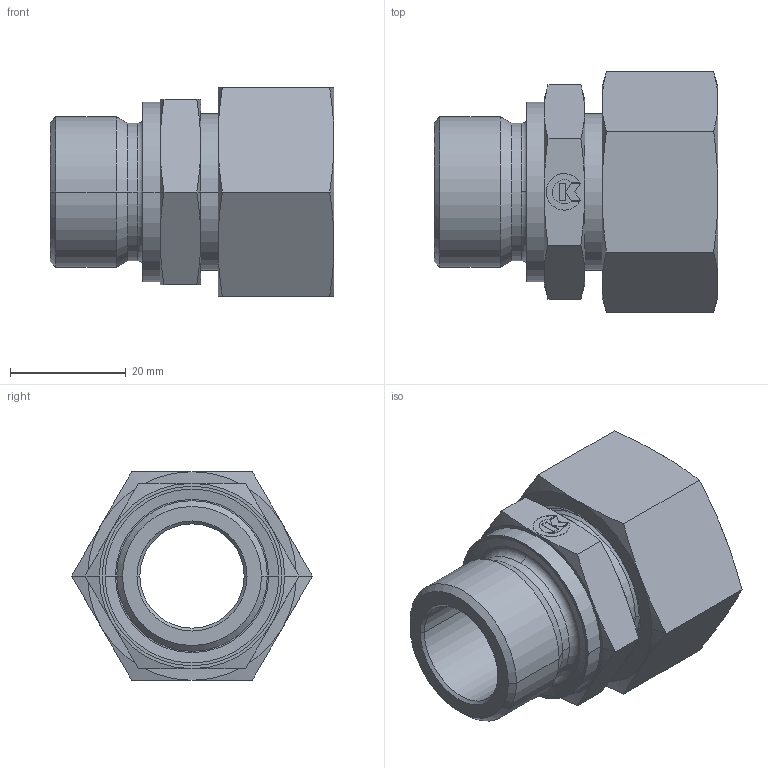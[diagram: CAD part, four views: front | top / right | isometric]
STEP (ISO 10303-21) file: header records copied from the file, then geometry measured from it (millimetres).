
FILE_DESCRIPTION( ( '' ), '1' );
FILE_NAME( '061222630.stp', '2012-07-30T09:43:50', ( '' ), ( '' ), ' ', ' ', ' ' );
FILE_SCHEMA( ( 'CONFIG_CONTROL_DESIGN' ) );
Length unit declared in the file: millimetre
Products named in the file (3): 1; 2; 3
Bounding box: 49 x 41.57 x 36 mm (x, y, z)
Volume: 26204.3 mm3; surface area: 14179.8 mm2
Topology: 3 solids, 3 shells, 140 faces, 318 edges, 192 vertices
Faces by surface type: cone 56, plane 52, cylinder 30, torus 2
Entity records: 3976 total; most frequent: CARTESIAN_POINT 749, DIRECTION 674, ORIENTED_EDGE 636, EDGE_CURVE 318, AXIS2_PLACEMENT_3D 261, VERTEX_POINT 192, EDGE_LOOP 154, LINE 152
